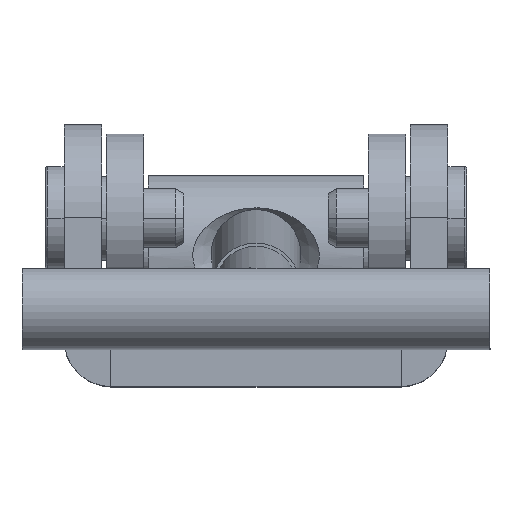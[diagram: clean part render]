
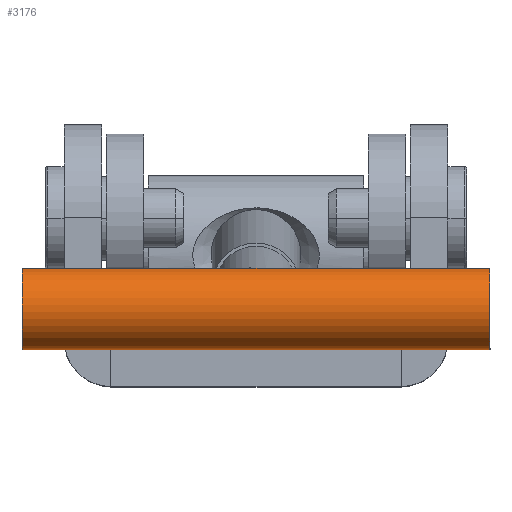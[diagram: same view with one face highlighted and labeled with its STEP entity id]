
A CAD part, top view. The second image highlights one B-rep face of the part: STEP entity #3176.
In plain terms, the highlighted cylindrical face has radius 2.18 mm (diameter 4.36 mm), a partial arc.
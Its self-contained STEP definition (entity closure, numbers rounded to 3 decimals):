
#17 = EDGE_CURVE ( 'NONE', #2720, #1777, #2356, .T. ) ;
#71 = EDGE_CURVE ( 'NONE', #665, #2696, #682, .T. ) ;
#117 = VERTEX_POINT ( 'NONE', #1950 ) ;
#152 = DIRECTION ( 'NONE',  ( 0., 0., 1. ) ) ;
#261 = CARTESIAN_POINT ( 'NONE',  ( -2.18, 46.5, 0. ) ) ;
#342 = LINE ( 'NONE', #2372, #2396 ) ;
#498 = ORIENTED_EDGE ( 'NONE', *, *, #17, .T. ) ;
#665 = VERTEX_POINT ( 'NONE', #2890 ) ;
#682 = LINE ( 'NONE', #3207, #2206 ) ;
#690 = FACE_OUTER_BOUND ( 'NONE', #3425, .T. ) ;
#697 = ORIENTED_EDGE ( 'NONE', *, *, #2147, .T. ) ;
#759 = ORIENTED_EDGE ( 'NONE', *, *, #3031, .T. ) ;
#776 = AXIS2_PLACEMENT_3D ( 'NONE', #1808, #152, #2066 ) ;
#804 = ORIENTED_EDGE ( 'NONE', *, *, #71, .F. ) ;
#853 = CARTESIAN_POINT ( 'NONE',  ( 2.18, 46.5, 0. ) ) ;
#888 = ORIENTED_EDGE ( 'NONE', *, *, #1274, .F. ) ;
#899 = AXIS2_PLACEMENT_3D ( 'NONE', #3097, #1273, #982 ) ;
#982 = DIRECTION ( 'NONE',  ( 1., 0., 0. ) ) ;
#1011 = DIRECTION ( 'NONE',  ( 1., 0., 0. ) ) ;
#1273 = DIRECTION ( 'NONE',  ( 0., 0., 1. ) ) ;
#1274 = EDGE_CURVE ( 'NONE', #3291, #117, #2205, .T. ) ;
#1388 = CIRCLE ( 'NONE', #776, 2.18 ) ;
#1434 = CARTESIAN_POINT ( 'NONE',  ( -2.18, 46.5, -12.5 ) ) ;
#1531 = DIRECTION ( 'NONE',  ( 0., 0., 1. ) ) ;
#1694 = DIRECTION ( 'NONE',  ( 0., 0., 1. ) ) ;
#1777 = VERTEX_POINT ( 'NONE', #261 ) ;
#1808 = CARTESIAN_POINT ( 'NONE',  ( 0., 46.5, -12.5 ) ) ;
#1950 = CARTESIAN_POINT ( 'NONE',  ( -2.18, 46.5, 12.5 ) ) ;
#2042 = CYLINDRICAL_SURFACE ( 'NONE', #899, 2.18 ) ;
#2066 = DIRECTION ( 'NONE',  ( 1., 0., 0. ) ) ;
#2147 = EDGE_CURVE ( 'NONE', #1777, #117, #2523, .T. ) ;
#2154 = DIRECTION ( 'NONE',  ( 0., 0., 1. ) ) ;
#2194 = CARTESIAN_POINT ( 'NONE',  ( -2.18, 46.5, -12.5 ) ) ;
#2205 = CIRCLE ( 'NONE', #2441, 2.18 ) ;
#2206 = VECTOR ( 'NONE', #1694, 1000. ) ;
#2276 = VECTOR ( 'NONE', #3218, 1000. ) ;
#2356 = LINE ( 'NONE', #1434, #2276 ) ;
#2372 = CARTESIAN_POINT ( 'NONE',  ( 2.18, 46.5, -12.5 ) ) ;
#2387 = CARTESIAN_POINT ( 'NONE',  ( 2.18, 46.5, 12.5 ) ) ;
#2396 = VECTOR ( 'NONE', #2154, 1000. ) ;
#2429 = EDGE_CURVE ( 'NONE', #2696, #3291, #342, .T. ) ;
#2441 = AXIS2_PLACEMENT_3D ( 'NONE', #2526, #2747, #1011 ) ;
#2442 = VECTOR ( 'NONE', #1531, 1000. ) ;
#2476 = ORIENTED_EDGE ( 'NONE', *, *, #2429, .F. ) ;
#2523 = LINE ( 'NONE', #3134, #2442 ) ;
#2526 = CARTESIAN_POINT ( 'NONE',  ( 0., 46.5, 12.5 ) ) ;
#2696 = VERTEX_POINT ( 'NONE', #853 ) ;
#2720 = VERTEX_POINT ( 'NONE', #2194 ) ;
#2747 = DIRECTION ( 'NONE',  ( 0., 0., 1. ) ) ;
#2890 = CARTESIAN_POINT ( 'NONE',  ( 2.18, 46.5, -12.5 ) ) ;
#3031 = EDGE_CURVE ( 'NONE', #665, #2720, #1388, .T. ) ;
#3097 = CARTESIAN_POINT ( 'NONE',  ( 0., 46.5, -12.5 ) ) ;
#3134 = CARTESIAN_POINT ( 'NONE',  ( -2.18, 46.5, -12.5 ) ) ;
#3176 = ADVANCED_FACE ( 'NONE', ( #690 ), #2042, .T. ) ;
#3207 = CARTESIAN_POINT ( 'NONE',  ( 2.18, 46.5, -12.5 ) ) ;
#3218 = DIRECTION ( 'NONE',  ( 0., 0., 1. ) ) ;
#3291 = VERTEX_POINT ( 'NONE', #2387 ) ;
#3425 = EDGE_LOOP ( 'NONE', ( #759, #498, #697, #888, #2476, #804 ) ) ;
